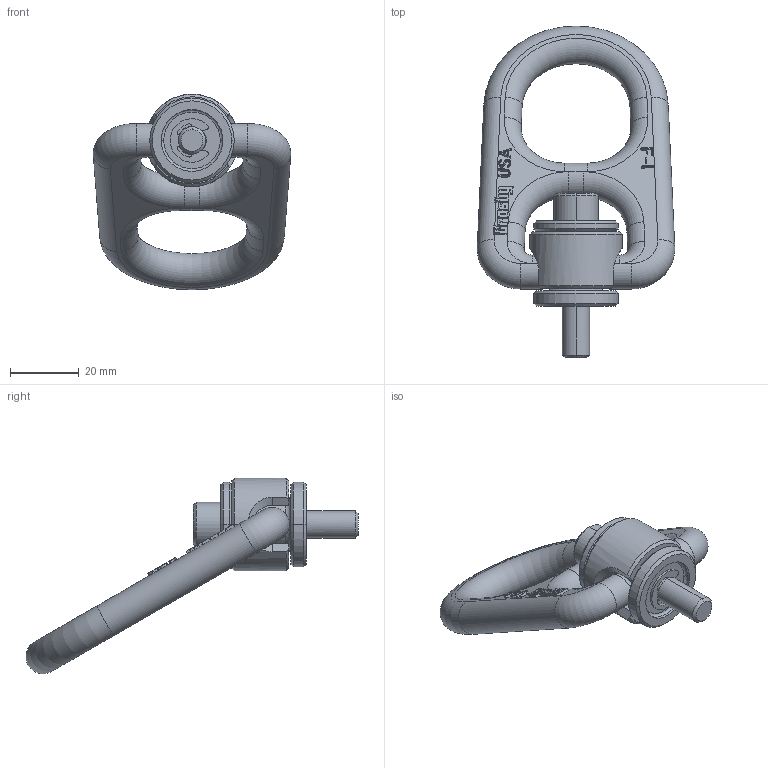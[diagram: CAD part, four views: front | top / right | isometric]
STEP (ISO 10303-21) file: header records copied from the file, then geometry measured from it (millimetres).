
FILE_DESCRIPTION((''),'2;1');
FILE_NAME('CROSBY_HR-1000M_1_1068307','2014-09-17T',('alan doughty'),('The Crosby Group LLC'),'PRO/ENGINEER BY PARAMETRIC TECHNOLOGY CORPORATION, 2014050','PRO/ENGINEER BY PARAMETRIC TECHNOLOGY CORPORATION, 2014050','');
FILE_SCHEMA(('AUTOMOTIVE_DESIGN { 1 0 10303 214 1 1 1 1 }'));
Length unit declared in the file: inch
Products named in the file (1): CROSBY_HR-1000M_1_1068307
Bounding box: 57.63 x 96.85 x 57.05 mm (x, y, z)
Volume: 36080.7 mm3; surface area: 15354.6 mm2
Topology: 2 solids, 2 shells, 281 faces, 710 edges, 449 vertices
Faces by surface type: plane 143, cylinder 57, cone 26, torus 25, extrusion 16, bspline 12, sphere 2
Entity records: 12934 total; most frequent: CARTESIAN_POINT 3720, ORIENTED_EDGE 1416, DIRECTION 1335, PRESENTATION_STYLE_ASSIGNMENT 716, STYLED_ITEM 710, CURVE_STYLE 708, EDGE_CURVE 708, VERTEX_POINT 449
